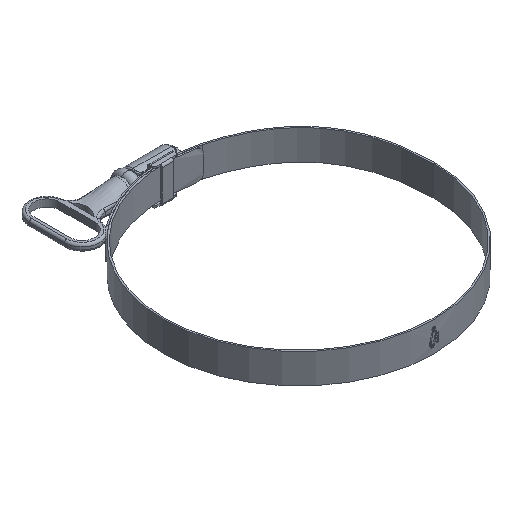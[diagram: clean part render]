
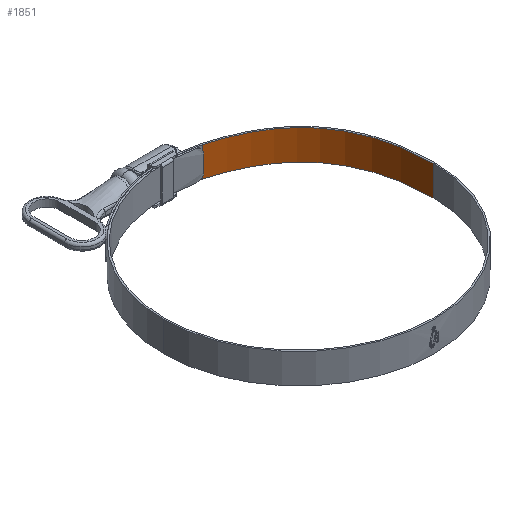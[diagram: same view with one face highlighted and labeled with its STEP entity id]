
A CAD part, isometric view. The second image highlights one B-rep face of the part: STEP entity #1851.
In plain terms, the highlighted free-form (B-spline) face has degree [2, 1] with [3, 2] control points.
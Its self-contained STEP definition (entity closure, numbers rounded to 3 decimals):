
#677 = CARTESIAN_POINT ( 'NONE',  ( 57., 0., 6.35 ) ) ;
#761 = VERTEX_POINT ( 'NONE', #3681 ) ;
#1671 = EDGE_CURVE ( 'NONE', #9162, #9506, #5896, .T. ) ;
#1813 = CARTESIAN_POINT ( 'NONE',  ( 14.944, 55.773, -6.35 ) ) ;
#1851 = ADVANCED_FACE ( 'NONE', ( #4820 ), #8395, .T. ) ;
#2231 = ORIENTED_EDGE ( 'NONE', *, *, #7384, .F. ) ;
#2257 = CARTESIAN_POINT ( 'NONE',  ( 57., 44.504, -6.35 ) ) ;
#2483 = VECTOR ( 'NONE', #4674, 1000. ) ;
#3000 = CARTESIAN_POINT ( 'NONE',  ( 57., 0., 6.35 ) ) ;
#3051 = CARTESIAN_POINT ( 'NONE',  ( 14.944, 55.773, -6.35 ) ) ;
#3624 = ORIENTED_EDGE ( 'NONE', *, *, #7661, .T. ) ;
#3681 = CARTESIAN_POINT ( 'NONE',  ( 14.944, 55.773, 6.35 ) ) ;
#3692 = CARTESIAN_POINT ( 'NONE',  ( 14.944, 55.773, 6.35 ) ) ;
#3795 = CARTESIAN_POINT ( 'NONE',  ( 14.944, 55.773, 6.35 ) ) ;
#4674 = DIRECTION ( 'NONE',  ( 0., 0., -1. ) ) ;
#4788 = CARTESIAN_POINT ( 'NONE',  ( 57., 0., -6.35 ) ) ;
#4820 = FACE_OUTER_BOUND ( 'NONE', #6258, .T. ) ;
#4932 = CARTESIAN_POINT ( 'NONE',  ( 14.944, 55.773, -6.35 ) ) ;
#5422 = B_SPLINE_CURVE_WITH_KNOTS ( 'NONE', 2,
 ( #4788, #5703, #1813 ),
 .UNSPECIFIED., .F., .F.,
 ( 3, 3 ),
 ( 0., 1. ),
 .UNSPECIFIED. ) ;
#5477 = LINE ( 'NONE', #3692, #2483 ) ;
#5703 = CARTESIAN_POINT ( 'NONE',  ( 57., 44.504, -6.35 ) ) ;
#5786 = VERTEX_POINT ( 'NONE', #4932 ) ;
#5799 = DIRECTION ( 'NONE',  ( 0., 0., -1. ) ) ;
#5896 = LINE ( 'NONE', #9624, #7163 ) ;
#6154 = B_SPLINE_CURVE_WITH_KNOTS ( 'NONE', 2,
 ( #677, #9783, #8933 ),
 .UNSPECIFIED., .F., .F.,
 ( 3, 3 ),
 ( 0., 1. ),
 .UNSPECIFIED. ) ;
#6211 = CARTESIAN_POINT ( 'NONE',  ( 57., 0., -6.35 ) ) ;
#6258 = EDGE_LOOP ( 'NONE', ( #2231, #7990, #7687, #3624 ) ) ;
#6392 = EDGE_CURVE ( 'NONE', #9162, #761, #6154, .T. ) ;
#7163 = VECTOR ( 'NONE', #5799, 1000. ) ;
#7384 = EDGE_CURVE ( 'NONE', #9506, #5786, #5422, .T. ) ;
#7661 = EDGE_CURVE ( 'NONE', #761, #5786, #5477, .T. ) ;
#7687 = ORIENTED_EDGE ( 'NONE', *, *, #6392, .T. ) ;
#7848 = CARTESIAN_POINT ( 'NONE',  ( 57., 44.504, 6.35 ) ) ;
#7990 = ORIENTED_EDGE ( 'NONE', *, *, #1671, .F. ) ;
#8395 = B_SPLINE_SURFACE_WITH_KNOTS ( 'NONE', 2, 1, ( 
 ( #3000, #9077 ),
 ( #7848, #2257 ),
 ( #3795, #3051 ) ),
 .UNSPECIFIED., .F., .F., .F.,
 ( 3, 3 ),
 ( 2, 2 ),
 ( 0., 1. ),
 ( 0., 1. ),
 .UNSPECIFIED. ) ;
#8933 = CARTESIAN_POINT ( 'NONE',  ( 14.944, 55.773, 6.35 ) ) ;
#9066 = CARTESIAN_POINT ( 'NONE',  ( 57., 0., 6.35 ) ) ;
#9077 = CARTESIAN_POINT ( 'NONE',  ( 57., 0., -6.35 ) ) ;
#9162 = VERTEX_POINT ( 'NONE', #9066 ) ;
#9506 = VERTEX_POINT ( 'NONE', #6211 ) ;
#9624 = CARTESIAN_POINT ( 'NONE',  ( 57., 0., 6.35 ) ) ;
#9783 = CARTESIAN_POINT ( 'NONE',  ( 57., 44.504, 6.35 ) ) ;
